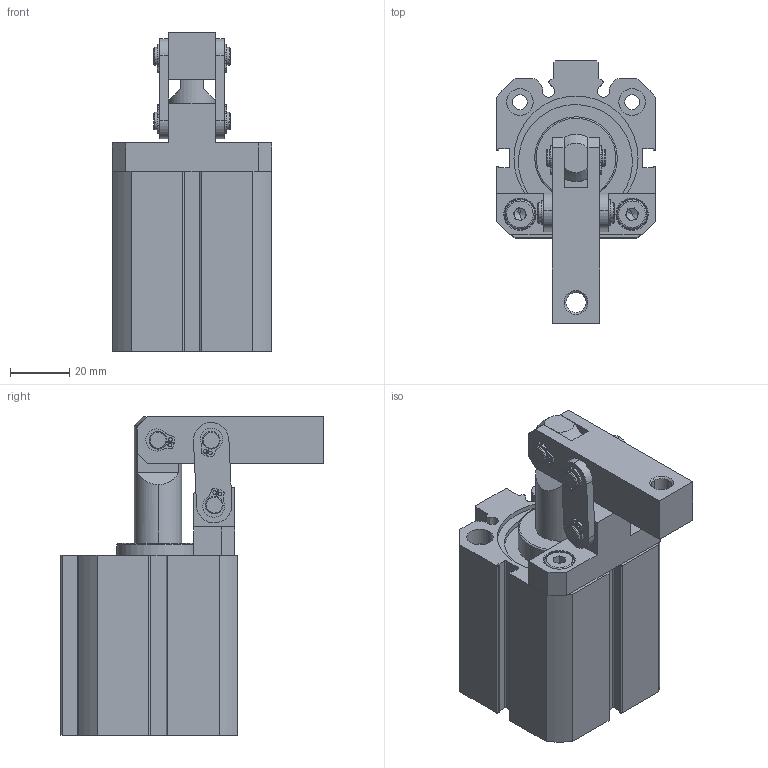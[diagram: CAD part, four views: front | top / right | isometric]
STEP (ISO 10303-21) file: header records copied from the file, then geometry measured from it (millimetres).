
FILE_DESCRIPTION (( 'STEP AP214' ), '1' );
FILE_NAME ('P12E-40.STEP', '2023-05-03T13:40:01', ( '' ), ( '' ), 'SwSTEP 2.0', 'SolidWorks 2015', '' );
FILE_SCHEMA (( 'AUTOMOTIVE_DESIGN' ));
Length unit declared in the file: millimetre
Products named in the file (14): DIN 7984-M6x25 ¦MBUS C¦VATA; DIN 471-Ï6 x 0.7 SEGMAN; Ï40 SIKIÌTIRMA KOLU; Ï40 BAºLANTI PLAKASI; KS-A 40 ARKA KAPAK_MANYETﾝKLﾝ ﾝﾇﾝN; DIN 472-Ï42x1,75 DEL¦K SEGMANI; KS-A 40 BORU_MANYETÝKLÝ BORU; ﾏ32-ﾏ40 MｦL UCU BAｺLANTI PｦMｦ; ﾏ40 KULP; Ï40 PSK SIKIÌTIRMA EK¦PMANI; P12E-40; PSK 40 PｦSTON MｦLｦ; PSK 40 ﾍN KAPAK_MANYETﾝKLﾝ  ﾝﾇﾝN; ﾏ32-ﾏ40 KOL BAｺLANTI PｦMｦ
Assembly tree (22 placements, depth 3):
  P12E-40
    KS-A 40 BORU_MANYETÝKLÝ BORU
    KS-A 40 ARKA KAPAK_MANYETﾝKLﾝ ﾝﾇﾝN
    PSK 40 ﾍN KAPAK_MANYETﾝKLﾝ  ﾝﾇﾝN
    DIN 472-Ï42x1,75 DEL¦K SEGMANI  x2
    PSK 40 PｦSTON MｦLｦ
    Ï40 PSK SIKIÌTIRMA EK¦PMANI
      ﾏ40 KULP
      DIN 7984-M6x25 ¦MBUS C¦VATA  x2
      ﾏ32-ﾏ40 KOL BAｺLANTI PｦMｦ  x2
      Ï40 BAºLANTI PLAKASI  x2
      Ï40 SIKIÌTIRMA KOLU
      ﾏ32-ﾏ40 MｦL UCU BAｺLANTI PｦMｦ
      DIN 471-Ï6 x 0.7 SEGMAN  x6
Bounding box: 54 x 89 x 107.98 mm (x, y, z)
Volume: 182824.9 mm3; surface area: 57852.1 mm2
Topology: 21 solids, 21 shells, 566 faces, 1406 edges, 916 vertices
Faces by surface type: cylinder 294, plane 204, cone 56, bspline 12
Entity records: 15972 total; most frequent: CARTESIAN_POINT 2174, DIRECTION 2072, ORIENTED_EDGE 1808, EDGE_CURVE 904, AXIS2_PLACEMENT_3D 801, VERTEX_POINT 587, LINE 470, VECTOR 470
